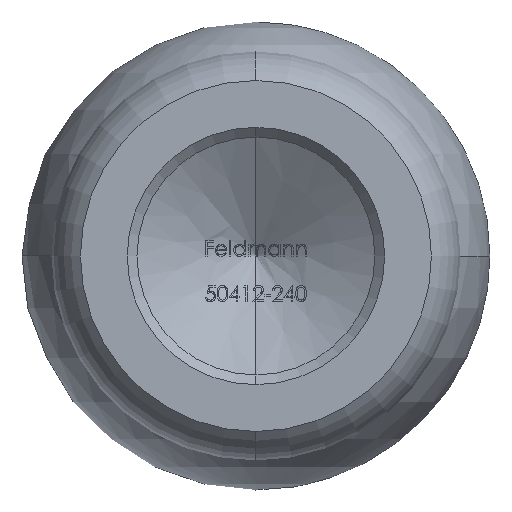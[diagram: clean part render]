
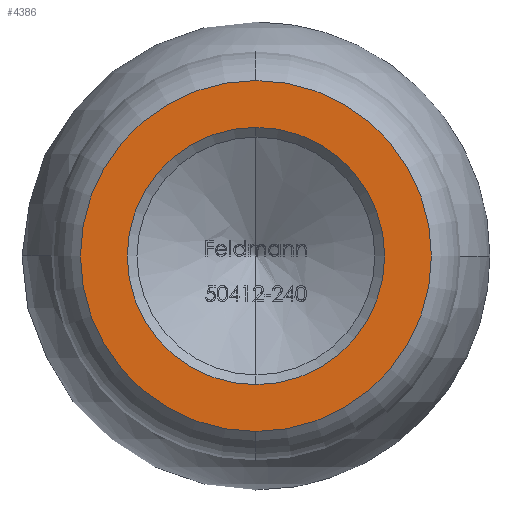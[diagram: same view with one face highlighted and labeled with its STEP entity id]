
A CAD part, front view. The second image highlights one B-rep face of the part: STEP entity #4386.
In plain terms, the highlighted planar face has unit normal (0, -1, 0).
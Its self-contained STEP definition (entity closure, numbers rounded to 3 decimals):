
#48 = DIRECTION ( 'NONE',  ( 0., 0., -1. ) ) ;
#1450 = EDGE_CURVE ( 'NONE', #4287, #3133, #2981, .T. ) ;
#1613 = CIRCLE ( 'NONE', #8410, 6.6 ) ;
#2013 = CARTESIAN_POINT ( 'NONE',  ( 0., 0., 0. ) ) ;
#2221 = CIRCLE ( 'NONE', #7535, 6.6 ) ;
#2360 = VERTEX_POINT ( 'NONE', #9046 ) ;
#2534 = DIRECTION ( 'NONE',  ( 0., -1., 0. ) ) ;
#2608 = FACE_OUTER_BOUND ( 'NONE', #5285, .T. ) ;
#2639 = EDGE_CURVE ( 'NONE', #2851, #2360, #2221, .T. ) ;
#2851 = VERTEX_POINT ( 'NONE', #8695 ) ;
#2866 = DIRECTION ( 'NONE',  ( 0., 0., -1. ) ) ;
#2981 = CIRCLE ( 'NONE', #8827, 9. ) ;
#3128 = CARTESIAN_POINT ( 'NONE',  ( 0., 0., -9. ) ) ;
#3133 = VERTEX_POINT ( 'NONE', #3891 ) ;
#3852 = ORIENTED_EDGE ( 'NONE', *, *, #1450, .T. ) ;
#3891 = CARTESIAN_POINT ( 'NONE',  ( 0., 0., 9. ) ) ;
#4028 = CARTESIAN_POINT ( 'NONE',  ( 0., 0., 0. ) ) ;
#4271 = DIRECTION ( 'NONE',  ( 0., -1., 0. ) ) ;
#4287 = VERTEX_POINT ( 'NONE', #3128 ) ;
#4386 = ADVANCED_FACE ( 'NONE', ( #4937, #2608 ), #7599, .T. ) ;
#4937 = FACE_BOUND ( 'NONE', #8368, .T. ) ;
#5285 = EDGE_LOOP ( 'NONE', ( #3852, #10952 ) ) ;
#5490 = DIRECTION ( 'NONE',  ( 0., 0., -1. ) ) ;
#5824 = DIRECTION ( 'NONE',  ( 0., 1., 0. ) ) ;
#6676 = DIRECTION ( 'NONE',  ( 0., 0., -1. ) ) ;
#7535 = AXIS2_PLACEMENT_3D ( 'NONE', #4028, #5824, #2866 ) ;
#7599 = PLANE ( 'NONE',  #10352 ) ;
#7924 = CARTESIAN_POINT ( 'NONE',  ( 0., 0., 0. ) ) ;
#7958 = EDGE_CURVE ( 'NONE', #2360, #2851, #1613, .T. ) ;
#8322 = DIRECTION ( 'NONE',  ( 0., 1., 0. ) ) ;
#8368 = EDGE_LOOP ( 'NONE', ( #9400, #8469 ) ) ;
#8410 = AXIS2_PLACEMENT_3D ( 'NONE', #9266, #8322, #6676 ) ;
#8469 = ORIENTED_EDGE ( 'NONE', *, *, #2639, .T. ) ;
#8525 = CARTESIAN_POINT ( 'NONE',  ( 0., 0., 0. ) ) ;
#8695 = CARTESIAN_POINT ( 'NONE',  ( 0., 0., 6.6 ) ) ;
#8827 = AXIS2_PLACEMENT_3D ( 'NONE', #2013, #10777, #5490 ) ;
#9046 = CARTESIAN_POINT ( 'NONE',  ( 0., 0., -6.6 ) ) ;
#9082 = AXIS2_PLACEMENT_3D ( 'NONE', #7924, #2534, #48 ) ;
#9266 = CARTESIAN_POINT ( 'NONE',  ( 0., 0., 0. ) ) ;
#9400 = ORIENTED_EDGE ( 'NONE', *, *, #7958, .T. ) ;
#9401 = EDGE_CURVE ( 'NONE', #3133, #4287, #10893, .T. ) ;
#9425 = DIRECTION ( 'NONE',  ( 0., 0., -1. ) ) ;
#10352 = AXIS2_PLACEMENT_3D ( 'NONE', #8525, #4271, #9425 ) ;
#10777 = DIRECTION ( 'NONE',  ( 0., -1., 0. ) ) ;
#10893 = CIRCLE ( 'NONE', #9082, 9. ) ;
#10952 = ORIENTED_EDGE ( 'NONE', *, *, #9401, .T. ) ;
